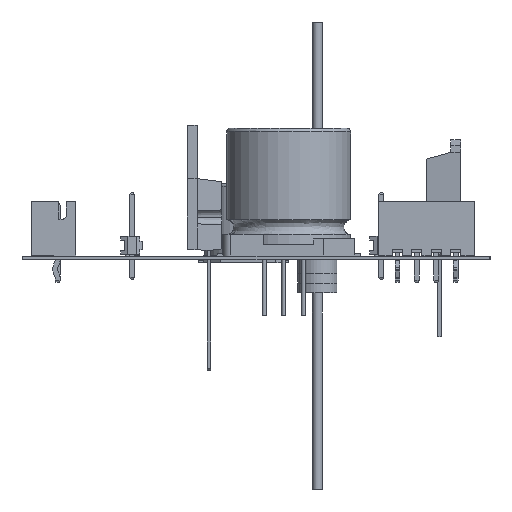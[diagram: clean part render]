
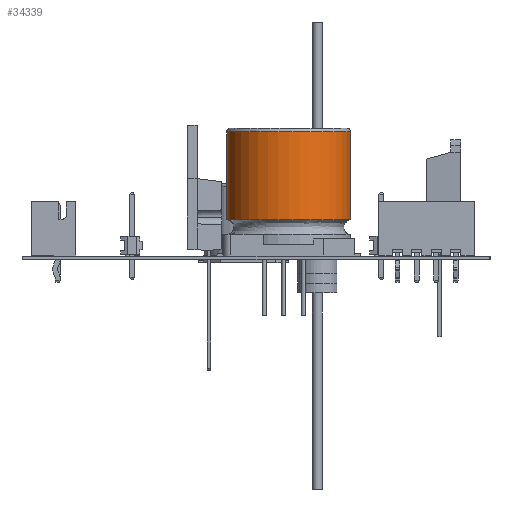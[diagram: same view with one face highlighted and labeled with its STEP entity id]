
A CAD part, left-side view. The second image highlights one B-rep face of the part: STEP entity #34339.
In plain terms, the highlighted cylindrical face has radius 8 mm (diameter 16 mm), a partial arc.
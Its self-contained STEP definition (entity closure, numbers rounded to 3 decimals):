
#34232 = VERTEX_POINT('',#34233);
#34233 = CARTESIAN_POINT('',(8.,4.7,0.));
#34252 = VERTEX_POINT('',#34253);
#34253 = CARTESIAN_POINT('',(-8.,4.7,0.));
#34260 = EDGE_CURVE('',#34252,#34232,#34261,.T.);
#34261 = CIRCLE('',#34262,8.);
#34262 = AXIS2_PLACEMENT_3D('',#34263,#34264,#34265);
#34263 = CARTESIAN_POINT('',(0.,4.7,0.));
#34264 = DIRECTION('',(0.,1.,0.));
#34265 = DIRECTION('',(1.,0.,0.));
#34299 = VERTEX_POINT('',#34300);
#34300 = CARTESIAN_POINT('',(8.,16.,0.));
#34308 = VERTEX_POINT('',#34309);
#34309 = CARTESIAN_POINT('',(-8.,16.,0.));
#34339 = ADVANCED_FACE('',(#34340),#34362,.T.);
#34340 = FACE_BOUND('',#34341,.T.);
#34341 = EDGE_LOOP('',(#34342,#34349,#34355,#34356));
#34342 = ORIENTED_EDGE('',*,*,#34343,.T.);
#34343 = EDGE_CURVE('',#34299,#34308,#34344,.T.);
#34344 = CIRCLE('',#34345,8.);
#34345 = AXIS2_PLACEMENT_3D('',#34346,#34347,#34348);
#34346 = CARTESIAN_POINT('',(0.,16.,0.));
#34347 = DIRECTION('',(0.,-1.,0.));
#34348 = DIRECTION('',(1.,0.,0.));
#34349 = ORIENTED_EDGE('',*,*,#34350,.T.);
#34350 = EDGE_CURVE('',#34308,#34252,#34351,.T.);
#34351 = LINE('',#34352,#34353);
#34352 = CARTESIAN_POINT('',(-8.,16.5,0.));
#34353 = VECTOR('',#34354,1.);
#34354 = DIRECTION('',(0.,-1.,0.));
#34355 = ORIENTED_EDGE('',*,*,#34260,.T.);
#34356 = ORIENTED_EDGE('',*,*,#34357,.F.);
#34357 = EDGE_CURVE('',#34299,#34232,#34358,.T.);
#34358 = LINE('',#34359,#34360);
#34359 = CARTESIAN_POINT('',(8.,16.5,0.));
#34360 = VECTOR('',#34361,1.);
#34361 = DIRECTION('',(0.,-1.,0.));
#34362 = CYLINDRICAL_SURFACE('',#34363,8.);
#34363 = AXIS2_PLACEMENT_3D('',#34364,#34365,#34366);
#34364 = CARTESIAN_POINT('',(0.,16.5,0.));
#34365 = DIRECTION('',(0.,-1.,0.));
#34366 = DIRECTION('',(1.,0.,0.));
